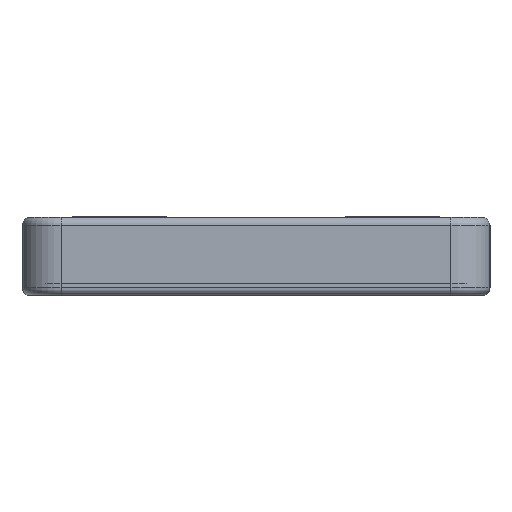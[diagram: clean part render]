
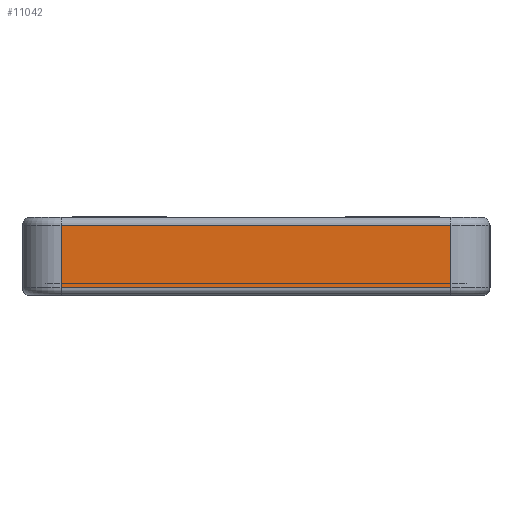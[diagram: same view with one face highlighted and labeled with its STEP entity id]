
A CAD part, left-side view. The second image highlights one B-rep face of the part: STEP entity #11042.
In plain terms, the highlighted planar face has unit normal (-1, 0, 0).
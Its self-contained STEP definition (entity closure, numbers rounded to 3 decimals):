
#10388=CARTESIAN_POINT('',(0.,-25.,1.));
#10389=VERTEX_POINT('',#10388);
#10422=CARTESIAN_POINT('',(0.,25.,1.));
#10423=VERTEX_POINT('',#10422);
#10440=CARTESIAN_POINT('',(0.,-25.,1.));
#10441=DIRECTION('',(0.0,1.0,0.0));
#10442=VECTOR('',#10441,50.0);
#10443=LINE('',#10440,#10442);
#10444=EDGE_CURVE('',#10389,#10423,#10443,.T.);
#10840=CARTESIAN_POINT('',(0.,25.,9.0));
#10841=VERTEX_POINT('',#10840);
#10866=CARTESIAN_POINT('',(0.,-25.,9.));
#10867=VERTEX_POINT('',#10866);
#10877=CARTESIAN_POINT('',(0.,25.,9.));
#10878=DIRECTION('',(0.0,-1.0,0.0));
#10879=VECTOR('',#10878,50.0);
#10880=LINE('',#10877,#10879);
#10881=EDGE_CURVE('',#10841,#10867,#10880,.T.);
#11017=CARTESIAN_POINT('',(0.,-25.,1.));
#11018=DIRECTION('',(0.0,0.0,1.0));
#11019=VECTOR('',#11018,8.);
#11020=LINE('',#11017,#11019);
#11021=EDGE_CURVE('',#10389,#10867,#11020,.T.);
#11026=CARTESIAN_POINT('',(0.,-25.,0.));
#11027=DIRECTION('',(-1.0,0.0,0.0));
#11028=DIRECTION('',(0.0,0.0,-1.0));
#11029=AXIS2_PLACEMENT_3D('',#11026,#11027,#11028);
#11030=PLANE('',#11029);
#11031=ORIENTED_EDGE('',*,*,#10444,.F.);
#11032=ORIENTED_EDGE('',*,*,#11021,.T.);
#11033=ORIENTED_EDGE('',*,*,#10881,.F.);
#11034=CARTESIAN_POINT('',(0.,25.,1.));
#11035=DIRECTION('',(0.0,0.0,1.0));
#11036=VECTOR('',#11035,8.);
#11037=LINE('',#11034,#11036);
#11038=EDGE_CURVE('',#10423,#10841,#11037,.T.);
#11039=ORIENTED_EDGE('',*,*,#11038,.F.);
#11040=EDGE_LOOP('',(#11031,#11032,#11033,#11039));
#11041=FACE_OUTER_BOUND('',#11040,.T.);
#11042=ADVANCED_FACE('',(#11041),#11030,.T.);
